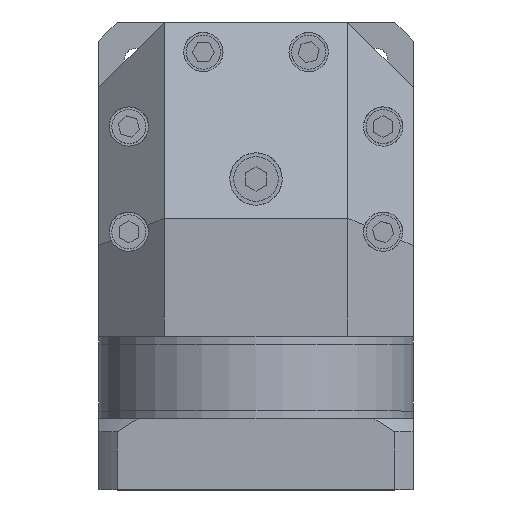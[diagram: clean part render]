
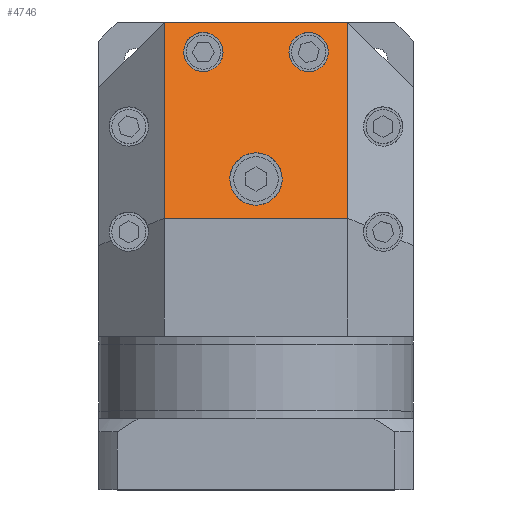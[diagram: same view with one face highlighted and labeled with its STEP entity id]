
A CAD part, top view. The second image highlights one B-rep face of the part: STEP entity #4746.
In plain terms, the highlighted planar face has unit normal (0, 0.707, 0.707).
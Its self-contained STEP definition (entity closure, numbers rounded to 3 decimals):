
#58 = ORIENTED_EDGE ( 'NONE', *, *, #12795, .F. ) ;
#98 = FACE_BOUND ( 'NONE', #11384, .T. ) ;
#146 = DIRECTION ( 'NONE',  ( 0., -0.707, -0.707 ) ) ;
#451 =( BOUNDED_CURVE ( )  B_SPLINE_CURVE ( 3, ( #11043, #7512, #12191, #5240 ),
 .UNSPECIFIED., .F., .F. ) 
 B_SPLINE_CURVE_WITH_KNOTS ( ( 4, 4 ),
 ( 1.571, 4.712 ),
 .UNSPECIFIED. ) 
 CURVE ( )  GEOMETRIC_REPRESENTATION_ITEM ( )  RATIONAL_B_SPLINE_CURVE ( ( 1., 0.333, 0.333, 1. ) ) 
 REPRESENTATION_ITEM ( '' )  );
#897 = LINE ( 'NONE', #11340, #12931 ) ;
#1134 = CARTESIAN_POINT ( 'NONE',  ( -10., 0., 45. ) ) ;
#1173 = ORIENTED_EDGE ( 'NONE', *, *, #1781, .F. ) ;
#1519 = VERTEX_POINT ( 'NONE', #5558 ) ;
#1781 = EDGE_CURVE ( 'NONE', #3080, #10521, #7308, .T. ) ;
#1833 = CARTESIAN_POINT ( 'NONE',  ( -12.591, 63.504, -18.504 ) ) ;
#2011 = CARTESIAN_POINT ( 'NONE',  ( 12.591, 48.504, -3.504 ) ) ;
#2323 = CARTESIAN_POINT ( 'NONE',  ( -10., -20., 65. ) ) ;
#2479 = CARTESIAN_POINT ( 'NONE',  ( 0., -15., 60. ) ) ;
#2533 = VERTEX_POINT ( 'NONE', #6257 ) ;
#2624 = ORIENTED_EDGE ( 'NONE', *, *, #14521, .F. ) ;
#2689 = CARTESIAN_POINT ( 'NONE',  ( -10., 0., 45. ) ) ;
#2957 = CARTESIAN_POINT ( 'NONE',  ( -27.591, 48.504, -3.504 ) ) ;
#3027 = CARTESIAN_POINT ( 'NONE',  ( -27.591, 63.504, -18.504 ) ) ;
#3080 = VERTEX_POINT ( 'NONE', #10680 ) ;
#3188 = CARTESIAN_POINT ( 'NONE',  ( 10., 0., 45. ) ) ;
#3206 = DIRECTION ( 'NONE',  ( 0., 0.707, -0.707 ) ) ;
#3237 = FACE_BOUND ( 'NONE', #13507, .T. ) ;
#3949 = VECTOR ( 'NONE', #14741, 1000. ) ;
#4133 = CARTESIAN_POINT ( 'NONE',  ( -27.591, 33.504, 11.496 ) ) ;
#4174 = VERTEX_POINT ( 'NONE', #14826 ) ;
#4431 = CARTESIAN_POINT ( 'NONE',  ( -12.591, 48.504, -3.504 ) ) ;
#4441 = EDGE_CURVE ( 'NONE', #14322, #6421, #13211, .T. ) ;
#4445 = ORIENTED_EDGE ( 'NONE', *, *, #9373, .F. ) ;
#4518 =( BOUNDED_CURVE ( )  B_SPLINE_CURVE ( 3, ( #2011, #9015, #12509, #5556 ),
 .UNSPECIFIED., .F., .T. ) 
 B_SPLINE_CURVE_WITH_KNOTS ( ( 4, 4 ),
 ( 4.712, 7.854 ),
 .UNSPECIFIED. ) 
 CURVE ( )  GEOMETRIC_REPRESENTATION_ITEM ( )  RATIONAL_B_SPLINE_CURVE ( ( 1., 0.333, 0.333, 1. ) ) 
 REPRESENTATION_ITEM ( '' )  );
#4746 = ADVANCED_FACE ( 'NONE', ( #98, #5967, #3237, #9078 ), #9516, .F. ) ;
#4976 = CARTESIAN_POINT ( 'NONE',  ( 10., 0., 45. ) ) ;
#5240 = CARTESIAN_POINT ( 'NONE',  ( 12.591, 48.504, -3.504 ) ) ;
#5306 = VERTEX_POINT ( 'NONE', #7324 ) ;
#5462 = EDGE_CURVE ( 'NONE', #5306, #5817, #6364, .T. ) ;
#5556 = CARTESIAN_POINT ( 'NONE',  ( 27.591, 48.504, -3.504 ) ) ;
#5558 = CARTESIAN_POINT ( 'NONE',  ( -10., 0., 45. ) ) ;
#5817 = VERTEX_POINT ( 'NONE', #4431 ) ;
#5848 = CARTESIAN_POINT ( 'NONE',  ( 10., 0., 45. ) ) ;
#5869 = ORIENTED_EDGE ( 'NONE', *, *, #6120, .F. ) ;
#5967 = FACE_BOUND ( 'NONE', #13409, .T. ) ;
#6120 = EDGE_CURVE ( 'NONE', #2533, #4174, #451, .T. ) ;
#6257 = CARTESIAN_POINT ( 'NONE',  ( 27.591, 48.504, -3.504 ) ) ;
#6324 = EDGE_CURVE ( 'NONE', #3080, #6421, #10595, .T. ) ;
#6353 = EDGE_CURVE ( 'NONE', #14322, #10521, #897, .T. ) ;
#6364 =( BOUNDED_CURVE ( )  B_SPLINE_CURVE ( 3, ( #2957, #4133, #14597, #7640 ),
 .UNSPECIFIED., .F., .F. ) 
 B_SPLINE_CURVE_WITH_KNOTS ( ( 4, 4 ),
 ( 4.712, 7.854 ),
 .UNSPECIFIED. ) 
 CURVE ( )  GEOMETRIC_REPRESENTATION_ITEM ( )  RATIONAL_B_SPLINE_CURVE ( ( 1., 0.333, 0.333, 1. ) ) 
 REPRESENTATION_ITEM ( '' )  );
#6421 = VERTEX_POINT ( 'NONE', #9168 ) ;
#6612 = EDGE_LOOP ( 'NONE', ( #1173, #11516, #14587, #11619 ) ) ;
#6982 = AXIS2_PLACEMENT_3D ( 'NONE', #2479, #146, #11832 ) ;
#7308 = LINE ( 'NONE', #13472, #13120 ) ;
#7324 = CARTESIAN_POINT ( 'NONE',  ( -27.591, 48.504, -3.504 ) ) ;
#7479 = VECTOR ( 'NONE', #10142, 1000. ) ;
#7512 = CARTESIAN_POINT ( 'NONE',  ( 27.591, 63.504, -18.504 ) ) ;
#7568 = VERTEX_POINT ( 'NONE', #3188 ) ;
#7640 = CARTESIAN_POINT ( 'NONE',  ( -12.591, 48.504, -3.504 ) ) ;
#7726 = CARTESIAN_POINT ( 'NONE',  ( 35., -15., 60. ) ) ;
#7791 = CARTESIAN_POINT ( 'NONE',  ( 0., -15., 60. ) ) ;
#8064 = CARTESIAN_POINT ( 'NONE',  ( 35., 60., -15. ) ) ;
#8499 = CARTESIAN_POINT ( 'NONE',  ( 10., 20., 25. ) ) ;
#8950 = CARTESIAN_POINT ( 'NONE',  ( -35., -15., 60. ) ) ;
#9015 = CARTESIAN_POINT ( 'NONE',  ( 12.591, 33.504, 11.496 ) ) ;
#9078 = FACE_OUTER_BOUND ( 'NONE', #6612, .T. ) ;
#9168 = CARTESIAN_POINT ( 'NONE',  ( -35., -15., 60. ) ) ;
#9367 =( BOUNDED_CURVE ( )  B_SPLINE_CURVE ( 3, ( #14614, #1833, #3027, #11163 ),
 .UNSPECIFIED., .F., .T. ) 
 B_SPLINE_CURVE_WITH_KNOTS ( ( 4, 4 ),
 ( 1.571, 4.712 ),
 .UNSPECIFIED. ) 
 CURVE ( )  GEOMETRIC_REPRESENTATION_ITEM ( )  RATIONAL_B_SPLINE_CURVE ( ( 1., 0.333, 0.333, 1. ) ) 
 REPRESENTATION_ITEM ( '' )  );
#9373 = EDGE_CURVE ( 'NONE', #5817, #5306, #9367, .T. ) ;
#9516 = PLANE ( 'NONE',  #6982 ) ;
#9671 = CARTESIAN_POINT ( 'NONE',  ( -10., 20., 25. ) ) ;
#10012 = EDGE_CURVE ( 'NONE', #4174, #2533, #4518, .T. ) ;
#10142 = DIRECTION ( 'NONE',  ( 0., -0.707, 0.707 ) ) ;
#10521 = VERTEX_POINT ( 'NONE', #8064 ) ;
#10595 = LINE ( 'NONE', #8950, #7479 ) ;
#10680 = CARTESIAN_POINT ( 'NONE',  ( -35., 60., -15. ) ) ;
#11043 = CARTESIAN_POINT ( 'NONE',  ( 27.591, 48.504, -3.504 ) ) ;
#11142 = DIRECTION ( 'NONE',  ( 1., 0., 0. ) ) ;
#11163 = CARTESIAN_POINT ( 'NONE',  ( -27.591, 48.504, -3.504 ) ) ;
#11340 = CARTESIAN_POINT ( 'NONE',  ( 35., -15., 60. ) ) ;
#11384 = EDGE_LOOP ( 'NONE', ( #5869, #12245 ) ) ;
#11516 = ORIENTED_EDGE ( 'NONE', *, *, #6324, .T. ) ;
#11619 = ORIENTED_EDGE ( 'NONE', *, *, #6353, .T. ) ;
#11832 = DIRECTION ( 'NONE',  ( -1., 0., 0. ) ) ;
#11854 =( BOUNDED_CURVE ( )  B_SPLINE_CURVE ( 3, ( #1134, #2323, #12782, #5848 ),
 .UNSPECIFIED., .F., .T. ) 
 B_SPLINE_CURVE_WITH_KNOTS ( ( 4, 4 ),
 ( 4.712, 7.854 ),
 .UNSPECIFIED. ) 
 CURVE ( )  GEOMETRIC_REPRESENTATION_ITEM ( )  RATIONAL_B_SPLINE_CURVE ( ( 1., 0.333, 0.333, 1. ) ) 
 REPRESENTATION_ITEM ( '' )  );
#12191 = CARTESIAN_POINT ( 'NONE',  ( 12.591, 63.504, -18.504 ) ) ;
#12245 = ORIENTED_EDGE ( 'NONE', *, *, #10012, .F. ) ;
#12509 = CARTESIAN_POINT ( 'NONE',  ( 27.591, 33.504, 11.496 ) ) ;
#12514 =( BOUNDED_CURVE ( )  B_SPLINE_CURVE ( 3, ( #4976, #8499, #9671, #2689 ),
 .UNSPECIFIED., .F., .T. ) 
 B_SPLINE_CURVE_WITH_KNOTS ( ( 4, 4 ),
 ( 1.571, 4.712 ),
 .UNSPECIFIED. ) 
 CURVE ( )  GEOMETRIC_REPRESENTATION_ITEM ( )  RATIONAL_B_SPLINE_CURVE ( ( 1., 0.333, 0.333, 1. ) ) 
 REPRESENTATION_ITEM ( '' )  );
#12516 = ORIENTED_EDGE ( 'NONE', *, *, #5462, .F. ) ;
#12782 = CARTESIAN_POINT ( 'NONE',  ( 10., -20., 65. ) ) ;
#12795 = EDGE_CURVE ( 'NONE', #7568, #1519, #12514, .T. ) ;
#12931 = VECTOR ( 'NONE', #3206, 1000. ) ;
#13120 = VECTOR ( 'NONE', #11142, 1000. ) ;
#13211 = LINE ( 'NONE', #7791, #3949 ) ;
#13409 = EDGE_LOOP ( 'NONE', ( #4445, #12516 ) ) ;
#13472 = CARTESIAN_POINT ( 'NONE',  ( -60., 60., -15. ) ) ;
#13507 = EDGE_LOOP ( 'NONE', ( #58, #2624 ) ) ;
#14322 = VERTEX_POINT ( 'NONE', #7726 ) ;
#14521 = EDGE_CURVE ( 'NONE', #1519, #7568, #11854, .T. ) ;
#14587 = ORIENTED_EDGE ( 'NONE', *, *, #4441, .F. ) ;
#14597 = CARTESIAN_POINT ( 'NONE',  ( -12.591, 33.504, 11.496 ) ) ;
#14614 = CARTESIAN_POINT ( 'NONE',  ( -12.591, 48.504, -3.504 ) ) ;
#14741 = DIRECTION ( 'NONE',  ( -1., 0., 0. ) ) ;
#14826 = CARTESIAN_POINT ( 'NONE',  ( 12.591, 48.504, -3.504 ) ) ;
